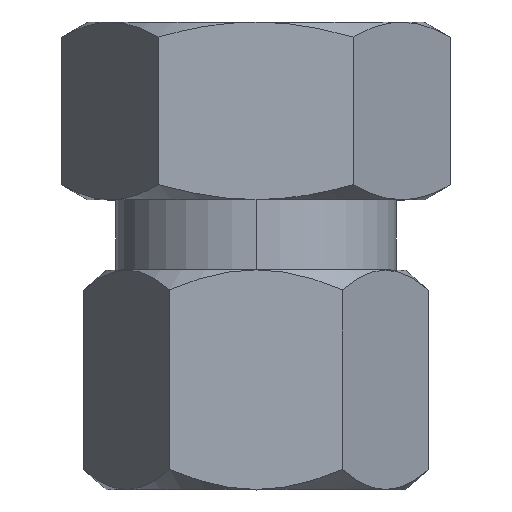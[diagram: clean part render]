
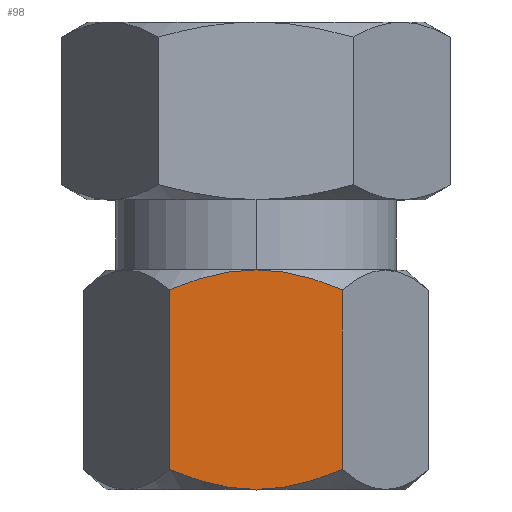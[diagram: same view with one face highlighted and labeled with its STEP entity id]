
A CAD part, top view. The second image highlights one B-rep face of the part: STEP entity #98.
In plain terms, the highlighted planar face has unit normal (0, 0, 1).
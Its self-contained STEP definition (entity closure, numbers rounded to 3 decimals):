
#98=ADVANCED_FACE('',(#215),#216,.T.);
#215=FACE_OUTER_BOUND('',#341,.T.);
#216=PLANE('',#342);
#341=EDGE_LOOP('',(#715,#716,#717,#718,#719,#720));
#342=AXIS2_PLACEMENT_3D('',#721,#722,#723);
#715=ORIENTED_EDGE('',*,*,#888,.F.);
#716=ORIENTED_EDGE('',*,*,#883,.F.);
#717=ORIENTED_EDGE('',*,*,#917,.T.);
#718=ORIENTED_EDGE('',*,*,#907,.F.);
#719=ORIENTED_EDGE('',*,*,#904,.F.);
#720=ORIENTED_EDGE('',*,*,#918,.F.);
#721=CARTESIAN_POINT('',(0.,0.0,16.0));
#722=DIRECTION('',(0.,0.0,1.0));
#723=DIRECTION('',(1.0,0.0,0.));
#883=EDGE_CURVE('',#1069,#1070,#1071,.T.);
#888=EDGE_CURVE('',#1070,#1075,#1079,.T.);
#904=EDGE_CURVE('',#1101,#1102,#1103,.T.);
#907=EDGE_CURVE('',#1102,#1106,#1107,.T.);
#917=EDGE_CURVE('',#1069,#1106,#1119,.T.);
#918=EDGE_CURVE('',#1075,#1101,#1120,.T.);
#1069=VERTEX_POINT('',#1603);
#1070=VERTEX_POINT('',#1604);
#1071=(B_SPLINE_CURVE(2,(#1606,#1607,#1608,#1609,#1610),.UNSPECIFIED.,.F.,.F.)B_SPLINE_CURVE_WITH_KNOTS((3,2,3),(0.0,9.544,19.089),.UNSPECIFIED.)RATIONAL_B_SPLINE_CURVE((1.0,1.038,1.0,1.038,1.0))BOUNDED_CURVE()REPRESENTATION_ITEM('')GEOMETRIC_REPRESENTATION_ITEM()CURVE());
#1075=VERTEX_POINT('',#1631);
#1079=(B_SPLINE_CURVE(2,(#1647,#1648,#1649,#1650,#1651),.UNSPECIFIED.,.F.,.F.)B_SPLINE_CURVE_WITH_KNOTS((3,2,3),(0.0,9.544,19.089),.UNSPECIFIED.)RATIONAL_B_SPLINE_CURVE((1.0,1.038,1.0,1.038,1.0))BOUNDED_CURVE()REPRESENTATION_ITEM('')GEOMETRIC_REPRESENTATION_ITEM()CURVE());
#1101=VERTEX_POINT('',#1778);
#1102=VERTEX_POINT('',#1779);
#1103=(B_SPLINE_CURVE(2,(#1781,#1782,#1783,#1784,#1785),.UNSPECIFIED.,.F.,.F.)B_SPLINE_CURVE_WITH_KNOTS((3,2,3),(0.0,9.544,19.089),.UNSPECIFIED.)RATIONAL_B_SPLINE_CURVE((1.0,1.038,1.0,1.038,1.0))BOUNDED_CURVE()REPRESENTATION_ITEM('')GEOMETRIC_REPRESENTATION_ITEM()CURVE());
#1106=VERTEX_POINT('',#1805);
#1107=(B_SPLINE_CURVE(2,(#1807,#1808,#1809,#1810,#1811),.UNSPECIFIED.,.F.,.F.)B_SPLINE_CURVE_WITH_KNOTS((3,2,3),(0.0,9.544,19.089),.UNSPECIFIED.)RATIONAL_B_SPLINE_CURVE((1.0,1.038,1.0,1.038,1.0))BOUNDED_CURVE()REPRESENTATION_ITEM('')GEOMETRIC_REPRESENTATION_ITEM()CURVE());
#1119=LINE('',#1873,#1874);
#1120=LINE('',#1875,#1876);
#1603=CARTESIAN_POINT('',(9.238,2.142,16.0));
#1604=CARTESIAN_POINT('',(0.,0.0,16.0));
#1606=CARTESIAN_POINT('',(9.247,2.146,16.0));
#1607=CARTESIAN_POINT('',(4.291,0.,16.0));
#1608=CARTESIAN_POINT('',(0.,0.,16.0));
#1609=CARTESIAN_POINT('',(-4.291,0.,16.0));
#1610=CARTESIAN_POINT('',(-9.247,2.146,16.0));
#1631=CARTESIAN_POINT('',(-9.238,2.142,16.0));
#1647=CARTESIAN_POINT('',(9.247,2.146,16.0));
#1648=CARTESIAN_POINT('',(4.291,0.,16.0));
#1649=CARTESIAN_POINT('',(0.,0.,16.0));
#1650=CARTESIAN_POINT('',(-4.291,0.,16.0));
#1651=CARTESIAN_POINT('',(-9.247,2.146,16.0));
#1778=CARTESIAN_POINT('',(-9.238,21.358,16.0));
#1779=CARTESIAN_POINT('',(0.,23.5,16.0));
#1781=CARTESIAN_POINT('',(-9.247,21.354,16.0));
#1782=CARTESIAN_POINT('',(-4.291,23.5,16.0));
#1783=CARTESIAN_POINT('',(0.,23.5,16.0));
#1784=CARTESIAN_POINT('',(4.291,23.5,16.0));
#1785=CARTESIAN_POINT('',(9.247,21.354,16.0));
#1805=CARTESIAN_POINT('',(9.238,21.358,16.0));
#1807=CARTESIAN_POINT('',(-9.247,21.354,16.0));
#1808=CARTESIAN_POINT('',(-4.291,23.5,16.0));
#1809=CARTESIAN_POINT('',(0.,23.5,16.0));
#1810=CARTESIAN_POINT('',(4.291,23.5,16.0));
#1811=CARTESIAN_POINT('',(9.247,21.354,16.0));
#1873=CARTESIAN_POINT('',(9.238,0.0,16.0));
#1874=VECTOR('',#2059,1.0);
#1875=CARTESIAN_POINT('',(-9.238,0.0,16.0));
#1876=VECTOR('',#2060,1.0);
#2059=DIRECTION('',(0.0,1.0,0.0));
#2060=DIRECTION('',(0.0,1.0,0.0));
